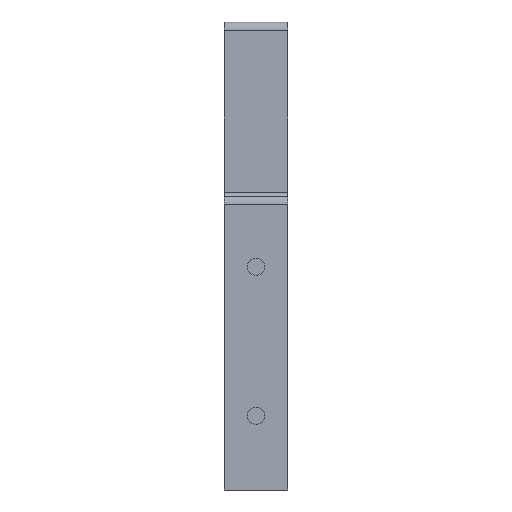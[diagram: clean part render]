
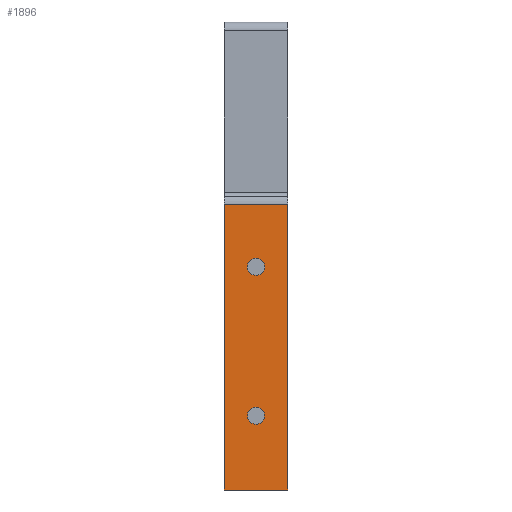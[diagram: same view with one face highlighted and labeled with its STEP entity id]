
A CAD part, front view. The second image highlights one B-rep face of the part: STEP entity #1896.
In plain terms, the highlighted planar face has unit normal (0, -1, 0).
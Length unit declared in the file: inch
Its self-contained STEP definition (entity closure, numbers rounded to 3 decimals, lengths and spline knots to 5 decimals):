
#61=FACE_BOUND('',#637,.T.);
#62=FACE_BOUND('',#638,.T.);
#100=PLANE('',#2154);
#144=LINE('',#3001,#266);
#162=LINE('',#3114,#284);
#207=LINE('',#3541,#329);
#219=LINE('',#3576,#341);
#266=VECTOR('',#2408,0.3937);
#284=VECTOR('',#2480,0.3937);
#329=VECTOR('',#2705,0.3937);
#341=VECTOR('',#2745,0.3937);
#501=FACE_OUTER_BOUND('',#636,.T.);
#636=EDGE_LOOP('',(#1752,#1753,#1754,#1755));
#637=EDGE_LOOP('',(#1756));
#638=EDGE_LOOP('',(#1757));
#773=CIRCLE('',#2138,0.1007);
#775=CIRCLE('',#2142,0.1007);
#854=VERTEX_POINT('',#2998);
#855=VERTEX_POINT('',#3000);
#883=VERTEX_POINT('',#3113);
#939=VERTEX_POINT('',#3540);
#942=VERTEX_POINT('',#3552);
#944=VERTEX_POINT('',#3559);
#1059=EDGE_CURVE('',#854,#855,#144,.T.);
#1097=EDGE_CURVE('',#855,#883,#162,.T.);
#1199=EDGE_CURVE('',#883,#939,#207,.T.);
#1205=EDGE_CURVE('',#942,#942,#773,.T.);
#1208=EDGE_CURVE('',#944,#944,#775,.T.);
#1217=EDGE_CURVE('',#854,#939,#219,.T.);
#1752=ORIENTED_EDGE('',*,*,#1199,.F.);
#1753=ORIENTED_EDGE('',*,*,#1097,.F.);
#1754=ORIENTED_EDGE('',*,*,#1059,.F.);
#1755=ORIENTED_EDGE('',*,*,#1217,.T.);
#1756=ORIENTED_EDGE('',*,*,#1205,.T.);
#1757=ORIENTED_EDGE('',*,*,#1208,.T.);
#1896=ADVANCED_FACE('',(#501,#61,#62),#100,.T.);
#2138=AXIS2_PLACEMENT_3D('',#3553,#2718,#2719);
#2142=AXIS2_PLACEMENT_3D('',#3560,#2727,#2728);
#2154=AXIS2_PLACEMENT_3D('',#3589,#2762,#2763);
#2408=DIRECTION('',(-1.,0.,0.));
#2480=DIRECTION('',(0.,0.,1.));
#2705=DIRECTION('',(1.,0.,0.));
#2718=DIRECTION('center_axis',(0.,1.,0.));
#2719=DIRECTION('ref_axis',(1.,0.,0.));
#2727=DIRECTION('center_axis',(0.,1.,0.));
#2728=DIRECTION('ref_axis',(1.,0.,0.));
#2745=DIRECTION('',(0.,0.,1.));
#2762=DIRECTION('center_axis',(0.,-1.,0.));
#2763=DIRECTION('ref_axis',(0.,0.,1.));
#2998=CARTESIAN_POINT('',(-2.2875,-0.875,0.6875));
#3000=CARTESIAN_POINT('',(-3.0375,-0.875,0.6875));
#3001=CARTESIAN_POINT('',(-2.2875,-0.875,0.6875));
#3113=CARTESIAN_POINT('',(-3.0375,-0.875,4.04595));
#3114=CARTESIAN_POINT('',(-3.0375,-0.875,-3.3125));
#3540=CARTESIAN_POINT('',(-2.2875,-0.875,4.04595));
#3541=CARTESIAN_POINT('',(-3.0375,-0.875,4.04595));
#3552=CARTESIAN_POINT('',(-2.7632,-0.875,3.3125));
#3553=CARTESIAN_POINT('Origin',(-2.6625,-0.875,3.3125));
#3559=CARTESIAN_POINT('',(-2.7632,-0.875,1.5625));
#3560=CARTESIAN_POINT('Origin',(-2.6625,-0.875,1.5625));
#3576=CARTESIAN_POINT('',(-2.2875,-0.875,-3.3125));
#3589=CARTESIAN_POINT('Origin',(-2.2875,-0.875,0.6875));
